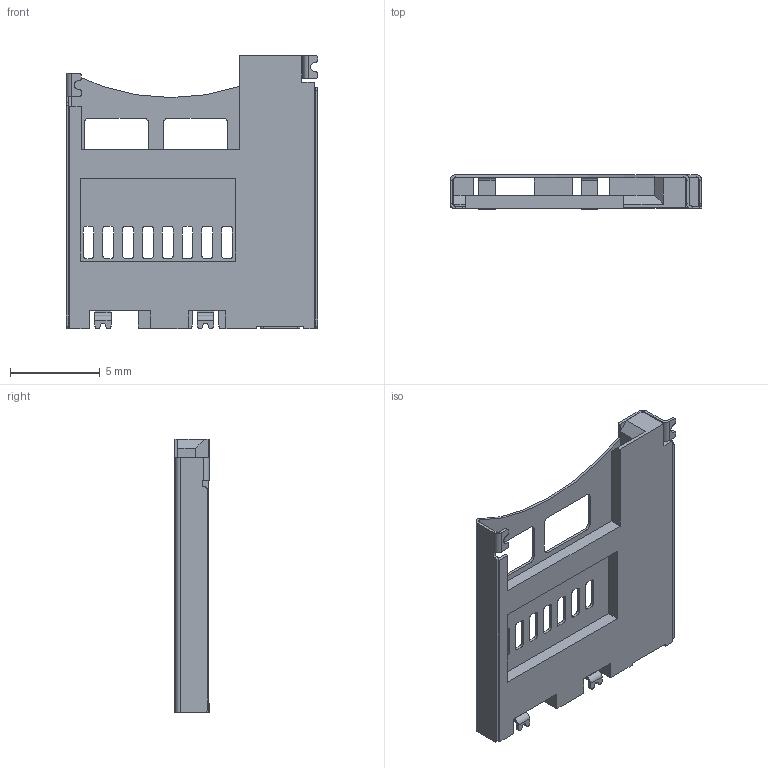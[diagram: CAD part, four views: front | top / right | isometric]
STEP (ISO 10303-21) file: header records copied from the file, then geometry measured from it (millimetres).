
FILE_SCHEMA (('AUTOMOTIVE_DESIGN { 1 0 10303 214 3 1 1 }'));
Length unit declared in the file: millimetre
Products named in the file (3): MEM2051-00-195-00-A; MEM2051-00-195-00-A_Core; MEM2051-00-195-00-A_Shell
Assembly tree (2 placements, depth 2):
  MEM2051-00-195-00-A
    MEM2051-00-195-00-A_Core
    MEM2051-00-195-00-A_Shell
Bounding box: 14 x 1.9 x 15.2 mm (x, y, z)
Volume: 151 mm3; surface area: 784.9 mm2
Topology: 2 solids, 2 shells, 269 faces, 709 edges, 444 vertices
Faces by surface type: plane 173, cylinder 96
Entity records: 8368 total; most frequent: DIRECTION 1450, CARTESIAN_POINT 1427, ORIENTED_EDGE 1418, EDGE_CURVE 709, LINE 516, VECTOR 516, AXIS2_PLACEMENT_3D 467, VERTEX_POINT 444
